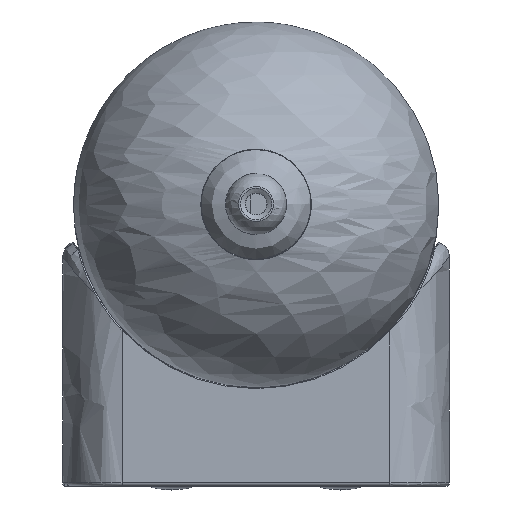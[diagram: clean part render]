
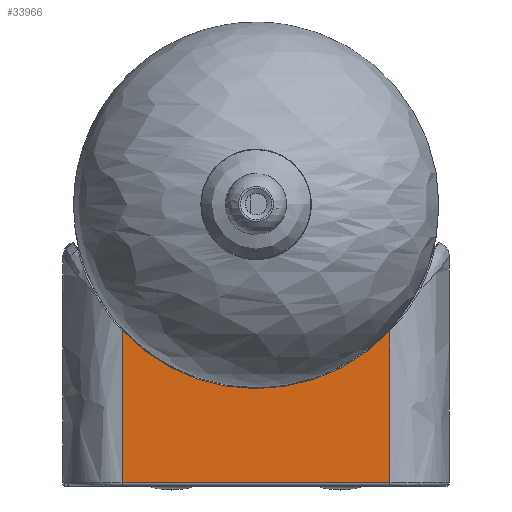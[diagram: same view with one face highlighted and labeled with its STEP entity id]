
A CAD part, top view. The second image highlights one B-rep face of the part: STEP entity #33966.
In plain terms, the highlighted planar face has unit normal (0, 0, 1).
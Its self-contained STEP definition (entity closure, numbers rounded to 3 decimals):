
#1666=LINE($,#53628,#4510);
#1667=LINE($,#53777,#4511);
#1686=LINE($,#54684,#4530);
#4510=VECTOR($,#40569,4.164);
#4511=VECTOR($,#40570,4.148);
#4530=VECTOR($,#40641,7.332);
#7254=PLANE($,#36341);
#8991=FACE_OUTER_BOUND($,#11111,.T.);
#11111=EDGE_LOOP($,(#24428,#24429,#24430,#24431));
#13513=CIRCLE($,#36305,5.03);
#15190=VERTEX_POINT($,#53213);
#15196=VERTEX_POINT($,#53313);
#15209=VERTEX_POINT($,#53613);
#15210=VERTEX_POINT($,#53776);
#18641=EDGE_CURVE($,#15196,#15190,#13513,.T.);
#18667=EDGE_CURVE($,#15209,#15196,#1666,.T.);
#18670=EDGE_CURVE($,#15210,#15190,#1667,.T.);
#18722=EDGE_CURVE($,#15210,#15209,#1686,.T.);
#24428=ORIENTED_EDGE($,*,*,#18641,.F.);
#24429=ORIENTED_EDGE($,*,*,#18667,.F.);
#24430=ORIENTED_EDGE($,*,*,#18722,.F.);
#24431=ORIENTED_EDGE($,*,*,#18670,.T.);
#33966=ADVANCED_FACE($,(#8991),#7254,.F.);
#36305=AXIS2_PLACEMENT_3D($,#53315,#40546,#40547);
#36341=AXIS2_PLACEMENT_3D($,#54685,#40642,#40643);
#40546=DIRECTION('center_axis',(0.,0.,1.));
#40547=DIRECTION('ref_axis',(-0.002,-1.,0.));
#40569=DIRECTION($,(0.,1.,0.));
#40570=DIRECTION($,(0.,1.,0.));
#40641=DIRECTION($,(-1.,0.,0.));
#40642=DIRECTION('center_axis',(0.,0.,-1.));
#40643=DIRECTION('ref_axis',(-1.,0.,0.));
#53213=CARTESIAN_POINT('',(-16.336,6.548,13.1));
#53313=CARTESIAN_POINT('',(-23.669,6.564,13.1));
#53315=CARTESIAN_POINT('Origin',(-19.995,10.,13.1));
#53613=CARTESIAN_POINT('',(-23.669,2.4,13.1));
#53628=CARTESIAN_POINT($,(-23.669,5.599,13.1));
#53776=CARTESIAN_POINT('',(-16.336,2.4,13.1));
#53777=CARTESIAN_POINT($,(-16.336,5.599,13.1));
#54684=CARTESIAN_POINT($,(-18.73,2.4,13.1));
#54685=CARTESIAN_POINT('Origin',(-20.002,5.599,13.1));
